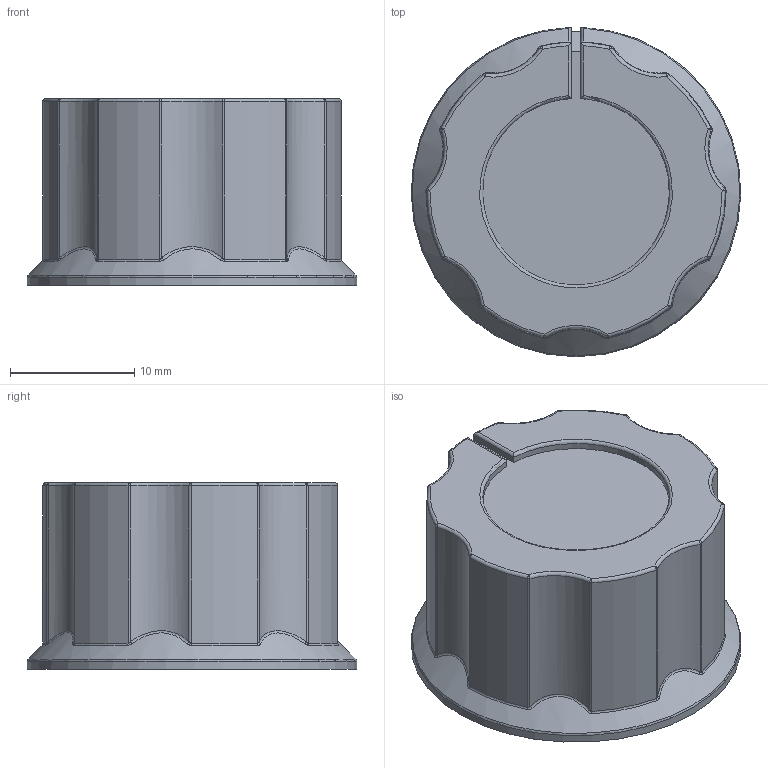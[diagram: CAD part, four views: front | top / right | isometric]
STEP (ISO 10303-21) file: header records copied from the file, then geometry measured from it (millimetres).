
FILE_DESCRIPTION(/* description */ ('STEP AP242','CAx-IF Rec.Pracs.---Representation and Presentation of Product Manufacturing Information (PMI)---4.0---2014-10-13','CAx-IF Rec.Pracs.---3D Tessellated Geometry---0.4---2014-09-14','2;1'),/* implementation_level */ '2;1');
FILE_NAME(/* name */ '630cd9c621fc50030c5bb4e7',/* time_stamp */ '2022-08-29T15:22:46+00:00',/* author */ (''),/* organization */ (''),/* preprocessor_version */ 'ST-DEVELOPER v18.102',/* originating_system */ ' ',/* authorisation */ ' ');
FILE_SCHEMA (('AP242_MANAGED_MODEL_BASED_3D_ENGINEERING_MIM_LF { 1 0 10303 442 1 1 4 }'));
Length unit declared in the file: metre
Products named in the file (1): Knob
Bounding box: 26.5 x 26.49 x 15 mm (x, y, z)
Volume: 3758 mm3; surface area: 3693.3 mm2
Topology: 1 solids, 1 shells, 184 faces, 421 edges, 218 vertices
Faces by surface type: cylinder 65, torus 49, sphere 26, bspline 25, plane 18, cone 1
Full cylindrical faces by diameter (mm): 6.25 x1, 21.5 x1
Entity records: 5315 total; most frequent: CARTESIAN_POINT 1384, DIRECTION 881, ORIENTED_EDGE 786, AXIS2_PLACEMENT_3D 394, EDGE_CURVE 393, CIRCLE 234, VERTEX_POINT 218, EDGE_LOOP 191
